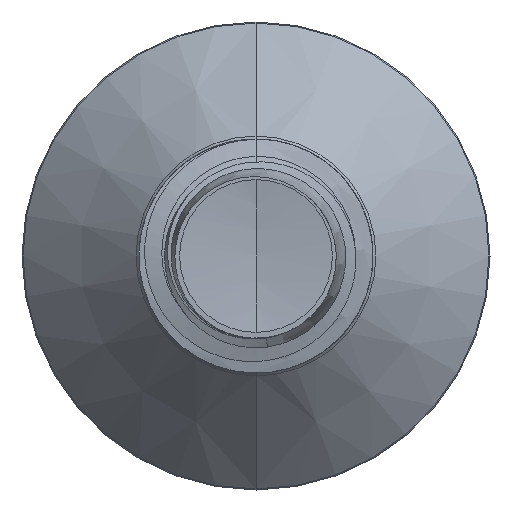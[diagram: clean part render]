
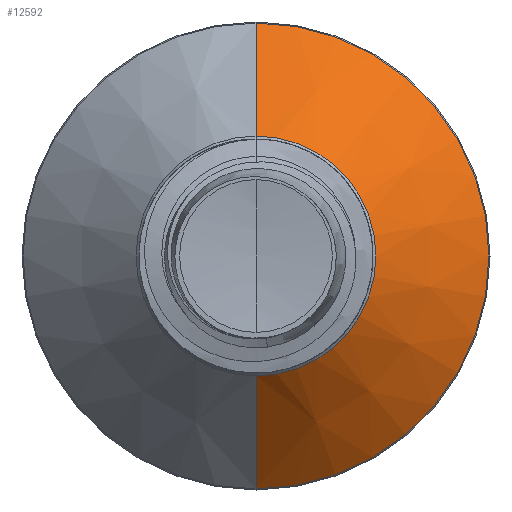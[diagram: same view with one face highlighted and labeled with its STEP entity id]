
A CAD part, front view. The second image highlights one B-rep face of the part: STEP entity #12592.
In plain terms, the highlighted conical face has half-angle 45 degrees and reference radius 2.563 mm.
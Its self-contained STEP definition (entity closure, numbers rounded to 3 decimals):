
#3712 = EDGE_CURVE ( 'NONE', #39949, #15801, #31917, .T. ) ;
#4427 = CONICAL_SURFACE ( 'NONE', #50814, 2.563, 0.785 ) ;
#4622 = CIRCLE ( 'NONE', #46398, 2.563 ) ;
#4822 = FACE_OUTER_BOUND ( 'NONE', #8131, .T. ) ;
#6065 = VECTOR ( 'NONE', #23493, 1000. ) ;
#6628 = CARTESIAN_POINT ( 'NONE',  ( 0., 29.228, -4.978 ) ) ;
#8131 = EDGE_LOOP ( 'NONE', ( #39430, #17427, #13389, #43167 ) ) ;
#9305 = CARTESIAN_POINT ( 'NONE',  ( 0., 26.813, 2.563 ) ) ;
#11611 = VERTEX_POINT ( 'NONE', #40498 ) ;
#12592 = ADVANCED_FACE ( 'NONE', ( #4822 ), #4427, .T. ) ;
#13389 = ORIENTED_EDGE ( 'NONE', *, *, #3712, .F. ) ;
#15038 = CARTESIAN_POINT ( 'NONE',  ( 0., 26.813, 0. ) ) ;
#15801 = VERTEX_POINT ( 'NONE', #6628 ) ;
#16928 = LINE ( 'NONE', #55052, #6065 ) ;
#17427 = ORIENTED_EDGE ( 'NONE', *, *, #49517, .T. ) ;
#19670 = DIRECTION ( 'NONE',  ( 0., 0., 1. ) ) ;
#23097 = AXIS2_PLACEMENT_3D ( 'NONE', #24962, #24892, #24817 ) ;
#23493 = DIRECTION ( 'NONE',  ( 0., 0.707, -0.707 ) ) ;
#23947 = CARTESIAN_POINT ( 'NONE',  ( 0., 29.228, 4.978 ) ) ;
#24817 = DIRECTION ( 'NONE',  ( 0., 0., 1. ) ) ;
#24892 = DIRECTION ( 'NONE',  ( 0., 1., 0. ) ) ;
#24962 = CARTESIAN_POINT ( 'NONE',  ( 0., 29.228, 0. ) ) ;
#31917 = CIRCLE ( 'NONE', #23097, 4.978 ) ;
#33937 = LINE ( 'NONE', #9305, #46018 ) ;
#34377 = VERTEX_POINT ( 'NONE', #34938 ) ;
#34938 = CARTESIAN_POINT ( 'NONE',  ( 0., 26.813, -2.563 ) ) ;
#36629 = DIRECTION ( 'NONE',  ( 0., 0.707, 0.707 ) ) ;
#39430 = ORIENTED_EDGE ( 'NONE', *, *, #49864, .T. ) ;
#39949 = VERTEX_POINT ( 'NONE', #23947 ) ;
#40498 = CARTESIAN_POINT ( 'NONE',  ( 0., 26.813, 2.563 ) ) ;
#43167 = ORIENTED_EDGE ( 'NONE', *, *, #52127, .F. ) ;
#46018 = VECTOR ( 'NONE', #36629, 1000. ) ;
#46398 = AXIS2_PLACEMENT_3D ( 'NONE', #15038, #46802, #19670 ) ;
#46802 = DIRECTION ( 'NONE',  ( 0., 1., 0. ) ) ;
#47184 = CARTESIAN_POINT ( 'NONE',  ( 0., 26.813, 0. ) ) ;
#49517 = EDGE_CURVE ( 'NONE', #34377, #15801, #16928, .T. ) ;
#49864 = EDGE_CURVE ( 'NONE', #11611, #34377, #4622, .T. ) ;
#50814 = AXIS2_PLACEMENT_3D ( 'NONE', #47184, #51142, #51700 ) ;
#51142 = DIRECTION ( 'NONE',  ( 0., 1., 0. ) ) ;
#51700 = DIRECTION ( 'NONE',  ( 0., 0., 1. ) ) ;
#52127 = EDGE_CURVE ( 'NONE', #11611, #39949, #33937, .T. ) ;
#55052 = CARTESIAN_POINT ( 'NONE',  ( 0., 26.813, -2.563 ) ) ;
